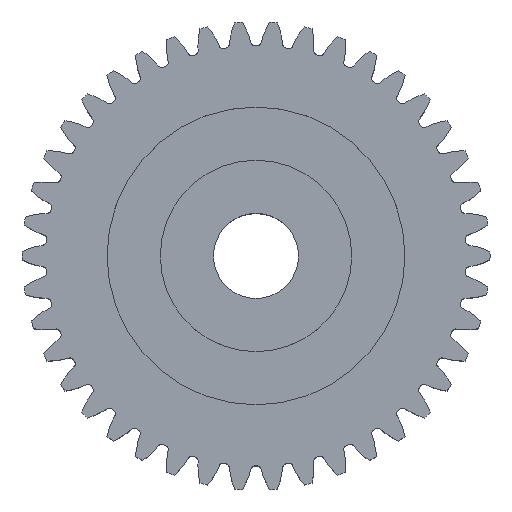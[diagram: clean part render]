
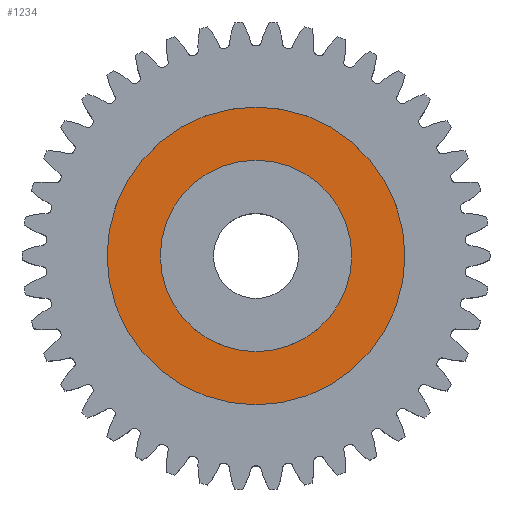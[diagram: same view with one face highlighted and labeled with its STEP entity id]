
A CAD part, top view. The second image highlights one B-rep face of the part: STEP entity #1234.
In plain terms, the highlighted planar face has unit normal (0, 0, 1).
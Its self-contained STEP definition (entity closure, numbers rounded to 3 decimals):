
#1230 = ORIENTED_EDGE ( 'NONE', *, *, #1390, .T. ) ;
#1232 = EDGE_CURVE ( 'NONE', #1816, #1821, #5082, .T. ) ;
#1234 = ADVANCED_FACE ( 'NONE', ( #4990, #5081 ), #5080, .F. ) ;
#1236 = ORIENTED_EDGE ( 'NONE', *, *, #1299, .T. ) ;
#1237 = EDGE_LOOP ( 'NONE', ( #1238, #1239 ) ) ;
#1238 = ORIENTED_EDGE ( 'NONE', *, *, #1232, .F. ) ;
#1239 = ORIENTED_EDGE ( 'NONE', *, *, #1818, .F. ) ;
#1251 = EDGE_LOOP ( 'NONE', ( #1230, #1236 ) ) ;
#1299 = EDGE_CURVE ( 'NONE', #1456, #1391, #5096, .T. ) ;
#1390 = EDGE_CURVE ( 'NONE', #1391, #1456, #5264, .T. ) ;
#1391 = VERTEX_POINT ( 'NONE', #5241 ) ;
#1456 = VERTEX_POINT ( 'NONE', #5565 ) ;
#1816 = VERTEX_POINT ( 'NONE', #6334 ) ;
#1818 = EDGE_CURVE ( 'NONE', #1821, #1816, #6335, .T. ) ;
#1821 = VERTEX_POINT ( 'NONE', #6323 ) ;
#4990 = FACE_BOUND ( 'NONE', #1251, .T. ) ;
#4998 = DIRECTION ( 'NONE',  ( 0., 0., -1. ) ) ;
#5001 = DIRECTION ( 'NONE',  ( -1., 0., 0. ) ) ;
#5004 = CARTESIAN_POINT ( 'NONE',  ( 0., 0., 6.8 ) ) ;
#5071 = DIRECTION ( 'NONE',  ( -1., 0., 0. ) ) ;
#5072 = DIRECTION ( 'NONE',  ( 0., 0., -1. ) ) ;
#5073 = CARTESIAN_POINT ( 'NONE',  ( 0., 0., 6.8 ) ) ;
#5074 = AXIS2_PLACEMENT_3D ( 'NONE', #5073, #5072, #5071 ) ;
#5079 = AXIS2_PLACEMENT_3D ( 'NONE', #5004, #4998, #5001 ) ;
#5080 = PLANE ( 'NONE',  #5079 ) ;
#5081 = FACE_OUTER_BOUND ( 'NONE', #1237, .T. ) ;
#5082 = CIRCLE ( 'NONE', #5074, 14. ) ;
#5086 = DIRECTION ( 'NONE',  ( -1., 0., 0. ) ) ;
#5087 = DIRECTION ( 'NONE',  ( 0., 0., -1. ) ) ;
#5088 = CARTESIAN_POINT ( 'NONE',  ( 0., 0., 6.8 ) ) ;
#5089 = AXIS2_PLACEMENT_3D ( 'NONE', #5088, #5087, #5086 ) ;
#5096 = CIRCLE ( 'NONE', #5089, 9. ) ;
#5241 = CARTESIAN_POINT ( 'NONE',  ( -9., 0., 6.8 ) ) ;
#5248 = AXIS2_PLACEMENT_3D ( 'NONE', #5378, #5377, #5376 ) ;
#5264 = CIRCLE ( 'NONE', #5248, 9. ) ;
#5376 = DIRECTION ( 'NONE',  ( -1., 0., 0. ) ) ;
#5377 = DIRECTION ( 'NONE',  ( 0., 0., -1. ) ) ;
#5378 = CARTESIAN_POINT ( 'NONE',  ( 0., 0., 6.8 ) ) ;
#5565 = CARTESIAN_POINT ( 'NONE',  ( 9., 0., 6.8 ) ) ;
#6319 = DIRECTION ( 'NONE',  ( -1., 0., 0. ) ) ;
#6320 = DIRECTION ( 'NONE',  ( 0., 0., -1. ) ) ;
#6321 = CARTESIAN_POINT ( 'NONE',  ( 0., 0., 6.8 ) ) ;
#6322 = AXIS2_PLACEMENT_3D ( 'NONE', #6321, #6320, #6319 ) ;
#6323 = CARTESIAN_POINT ( 'NONE',  ( 14., 0., 6.8 ) ) ;
#6334 = CARTESIAN_POINT ( 'NONE',  ( -14., 0., 6.8 ) ) ;
#6335 = CIRCLE ( 'NONE', #6322, 14. ) ;
